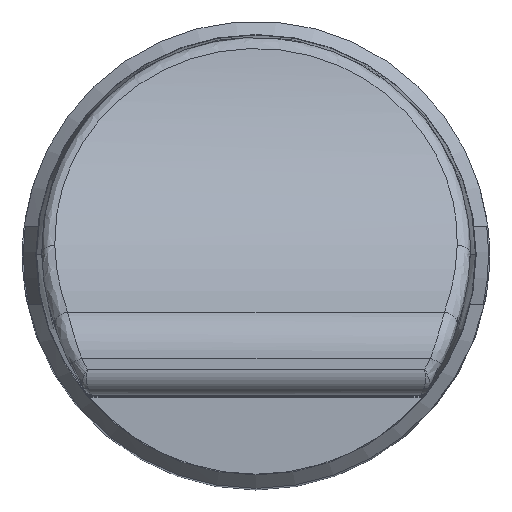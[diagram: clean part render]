
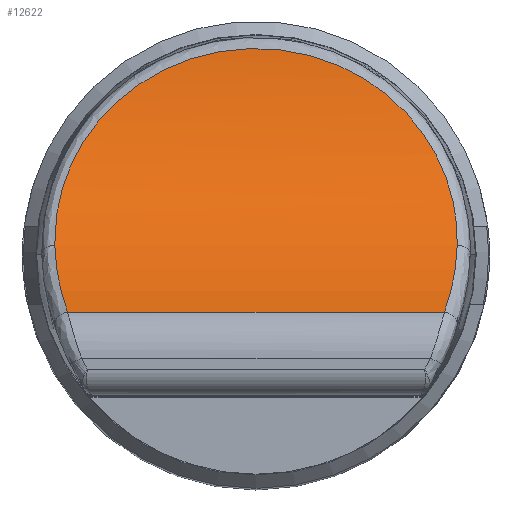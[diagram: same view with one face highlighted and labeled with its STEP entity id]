
A CAD part, top view. The second image highlights one B-rep face of the part: STEP entity #12622.
In plain terms, the highlighted cylindrical face has radius 14 mm (diameter 28 mm), a partial arc.
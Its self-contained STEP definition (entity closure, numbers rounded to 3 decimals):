
#3337=CARTESIAN_POINT('',(7.701,0.348,68.955));
#3338=CARTESIAN_POINT('',(7.695,0.126,69.171));
#3339=CARTESIAN_POINT('',(7.664,-0.323,
69.635));
#3340=CARTESIAN_POINT('',(7.56,-0.991,
70.434));
#3341=CARTESIAN_POINT('',(7.404,-1.638,71.342));
#3342=CARTESIAN_POINT('',(7.276,-2.033,72.003));
#3343=CARTESIAN_POINT('',(7.209,-2.22,72.35));
#3345=DIRECTION('',(1.,0.,0.));
#3346=VECTOR('',#3345,14.418);
#3347=CARTESIAN_POINT('',(-7.209,-2.22,
72.35));
#3348=LINE('',#3347,#3346);
#3349=CARTESIAN_POINT('',(-7.209,-2.22,
72.35));
#3350=CARTESIAN_POINT('',(-7.276,-2.033,
72.003));
#3351=CARTESIAN_POINT('',(-7.404,-1.638,
71.342));
#3352=CARTESIAN_POINT('',(-7.56,-0.991,
70.434));
#3353=CARTESIAN_POINT('',(-7.664,-0.323,
69.635));
#3354=CARTESIAN_POINT('',(-7.695,0.126,
69.171));
#3355=CARTESIAN_POINT('',(-7.701,0.348,
68.955));
#3357=CARTESIAN_POINT('',(-7.701,0.348,
68.955));
#3358=CARTESIAN_POINT('',(-7.708,0.606,
68.705));
#3359=CARTESIAN_POINT('',(-7.692,1.122,68.243));
#3360=CARTESIAN_POINT('',(-7.586,1.878,67.656));
#3361=CARTESIAN_POINT('',(-7.4,2.614,67.159));
#3362=CARTESIAN_POINT('',(-7.136,3.327,66.739));
#3363=CARTESIAN_POINT('',(-6.796,4.014,66.385));
#3364=CARTESIAN_POINT('',(-6.378,4.671,66.089));
#3365=CARTESIAN_POINT('',(-5.882,5.294,65.845));
#3366=CARTESIAN_POINT('',(-5.306,5.876,65.648));
#3367=CARTESIAN_POINT('',(-4.652,6.406,65.493));
#3368=CARTESIAN_POINT('',(-3.923,6.874,65.374));
#3369=CARTESIAN_POINT('',(-3.127,7.266,65.288));
#3370=CARTESIAN_POINT('',(-2.275,7.572,65.229));
#3371=CARTESIAN_POINT('',(-1.382,7.781,65.193));
#3372=CARTESIAN_POINT('',(-0.463,7.887,
65.176));
#3373=CARTESIAN_POINT('',(0.464,7.887,65.176));
#3374=CARTESIAN_POINT('',(1.382,7.781,65.193));
#3375=CARTESIAN_POINT('',(2.275,7.572,65.229));
#3376=CARTESIAN_POINT('',(3.127,7.266,65.288));
#3377=CARTESIAN_POINT('',(3.923,6.874,65.374));
#3378=CARTESIAN_POINT('',(4.652,6.406,65.493));
#3379=CARTESIAN_POINT('',(5.306,5.876,65.648));
#3380=CARTESIAN_POINT('',(5.882,5.294,65.846));
#3381=CARTESIAN_POINT('',(6.378,4.671,66.089));
#3382=CARTESIAN_POINT('',(6.796,4.014,66.385));
#3383=CARTESIAN_POINT('',(7.136,3.327,66.739));
#3384=CARTESIAN_POINT('',(7.4,2.614,67.159));
#3385=CARTESIAN_POINT('',(7.586,1.878,67.657));
#3386=CARTESIAN_POINT('',(7.692,1.121,68.243));
#3387=CARTESIAN_POINT('',(7.708,0.606,68.705));
#3388=CARTESIAN_POINT('',(7.701,0.348,68.955));
#4754=VERTEX_POINT('',#3337);
#4755=VERTEX_POINT('',#3343);
#4759=VERTEX_POINT('',#3357);
#4761=VERTEX_POINT('',#3349);
#12611=CARTESIAN_POINT('',(10.,10.1,79.));
#12612=DIRECTION('',(-1.,0.,0.));
#12613=DIRECTION('',(0.,1.,0.));
#12614=AXIS2_PLACEMENT_3D('',#12611,#12612,#12613);
#12615=CYLINDRICAL_SURFACE('',#12614,14.);
#12616=ORIENTED_EDGE('',*,*,#12591,.T.);
#12617=ORIENTED_EDGE('',*,*,#12149,.F.);
#12618=ORIENTED_EDGE('',*,*,#12261,.T.);
#12619=ORIENTED_EDGE('',*,*,#12484,.T.);
#12620=EDGE_LOOP('',(#12616,#12617,#12618,#12619));
#12621=FACE_OUTER_BOUND('',#12620,.F.);
#12622=ADVANCED_FACE('',(#12621),#12615,.F.);
#3344=B_SPLINE_CURVE_WITH_KNOTS('',3,(#3337,#3338,#3339,#3340,#3341,#3342,
#3343),.UNSPECIFIED.,.F.,.F.,(4,1,1,1,4),(0.,0.25,0.5,0.75,1.),
.UNSPECIFIED.);
#3356=B_SPLINE_CURVE_WITH_KNOTS('',3,(#3349,#3350,#3351,#3352,#3353,#3354,
#3355),.UNSPECIFIED.,.F.,.F.,(4,1,1,1,4),(0.,0.25,0.5,0.75,1.),
.UNSPECIFIED.);
#3389=B_SPLINE_CURVE_WITH_KNOTS('',3,(#3357,#3358,#3359,#3360,#3361,#3362,#3363,
#3364,#3365,#3366,#3367,#3368,#3369,#3370,#3371,#3372,#3373,#3374,#3375,#3376,
#3377,#3378,#3379,#3380,#3381,#3382,#3383,#3384,#3385,#3386,#3387,#3388),
.UNSPECIFIED.,.F.,.F.,(4,1,1,1,1,1,1,1,1,1,1,1,1,1,1,1,1,1,1,1,1,1,1,1,1,1,1,1,
1,4),(0.,0.034,0.069,0.103,
0.138,0.172,0.207,0.241,
0.276,0.31,0.345,0.379,
0.414,0.448,0.483,0.517,
0.552,0.586,0.621,0.655,
0.69,0.724,0.759,0.793,
0.828,0.862,0.897,0.931,
0.966,1.),.UNSPECIFIED.);
#12149=EDGE_CURVE('',#4761,#4755,#3348,.T.);
#12261=EDGE_CURVE('',#4761,#4759,#3356,.T.);
#12484=EDGE_CURVE('',#4759,#4754,#3389,.T.);
#12591=EDGE_CURVE('',#4754,#4755,#3344,.T.);
